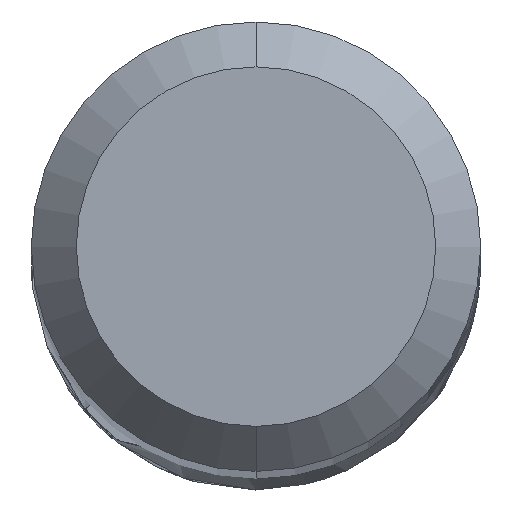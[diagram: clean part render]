
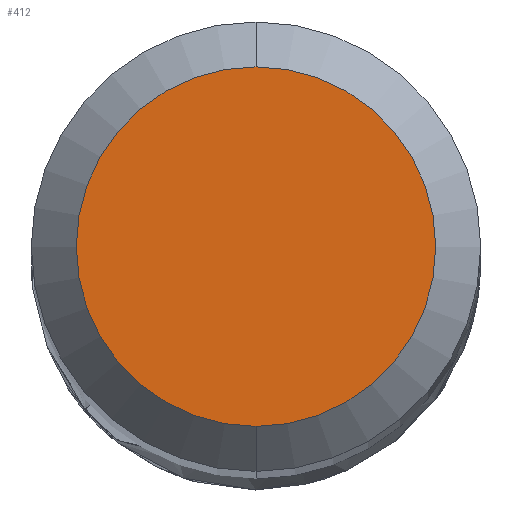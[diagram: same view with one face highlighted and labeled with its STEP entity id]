
A CAD part, top view. The second image highlights one B-rep face of the part: STEP entity #412.
In plain terms, the highlighted planar face has unit normal (0, 0, 1).
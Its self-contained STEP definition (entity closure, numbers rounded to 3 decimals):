
#412=ADVANCED_FACE('',(#1115),#1116,.T.);
#504=EDGE_CURVE('',#624,#986,#1213,.T.);
#560=EDGE_CURVE('',#986,#624,#1275,.T.);
#624=VERTEX_POINT('',#1344);
#986=VERTEX_POINT('',#1743);
#1115=FACE_OUTER_BOUND('',#2490,.T.);
#1116=PLANE('',#2491);
#1213=CIRCLE('',#2977,1.2);
#1275=CIRCLE('',#3302,1.2);
#1344=CARTESIAN_POINT('',(0.0,1.2,0.0));
#1743=CARTESIAN_POINT('',(0.,-1.2,0.0));
#2490=EDGE_LOOP('',(#6868,#6869));
#2491=AXIS2_PLACEMENT_3D('',#6870,#6871,#6872);
#2977=AXIS2_PLACEMENT_3D('',#6940,#6941,#6942);
#3302=AXIS2_PLACEMENT_3D('',#7018,#7019,#7020);
#6868=ORIENTED_EDGE('',*,*,#504,.F.);
#6869=ORIENTED_EDGE('',*,*,#560,.F.);
#6870=CARTESIAN_POINT('',(0.0,0.6,0.0));
#6871=DIRECTION('',(-0.0,0.0,1.0));
#6872=DIRECTION('',(0.0,-1.0,0.0));
#6940=CARTESIAN_POINT('',(0.0,0.0,0.0));
#6941=DIRECTION('',(0.0,0.0,-1.0));
#6942=DIRECTION('',(0.0,1.0,0.0));
#7018=CARTESIAN_POINT('',(0.0,0.0,0.0));
#7019=DIRECTION('',(0.0,0.0,-1.0));
#7020=DIRECTION('',(0.0,1.0,0.0));
